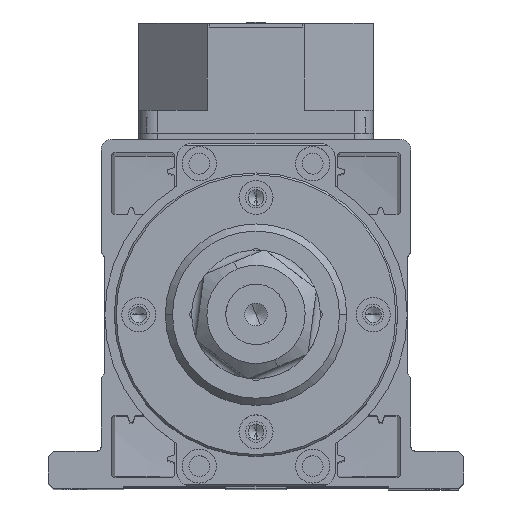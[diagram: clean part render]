
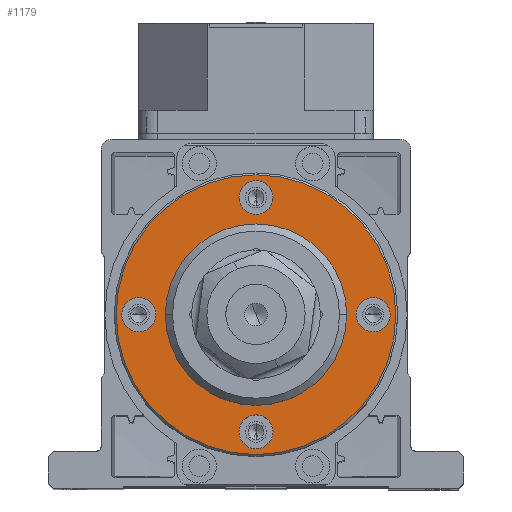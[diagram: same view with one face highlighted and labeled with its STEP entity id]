
A CAD part, top view. The second image highlights one B-rep face of the part: STEP entity #1179.
In plain terms, the highlighted face is planar.
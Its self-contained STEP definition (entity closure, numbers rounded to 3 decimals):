
#19 = DIRECTION ( 'NONE',  ( 0., 0., -1. ) ) ;
#24 = CIRCLE ( 'NONE', #11442, 4.5 ) ;
#139 = ORIENTED_EDGE ( 'NONE', *, *, #10657, .F. ) ;
#244 = ORIENTED_EDGE ( 'NONE', *, *, #26871, .F. ) ;
#568 = VERTEX_POINT ( 'NONE', #8873 ) ;
#670 = DIRECTION ( 'NONE',  ( 1., 0., 0. ) ) ;
#687 = VERTEX_POINT ( 'NONE', #5176 ) ;
#780 = EDGE_CURVE ( 'NONE', #22119, #18854, #26546, .T. ) ;
#1179 = ADVANCED_FACE ( 'NONE', ( #2602, #15505, #7419, #14198, #3217, #24630 ), #3851, .F. ) ;
#1553 = CARTESIAN_POINT ( 'NONE',  ( 12., -31., 4.5 ) ) ;
#1999 = CIRCLE ( 'NONE', #26327, 37. ) ;
#2223 = ORIENTED_EDGE ( 'NONE', *, *, #8830, .F. ) ;
#2515 = ORIENTED_EDGE ( 'NONE', *, *, #19499, .F. ) ;
#2543 = CIRCLE ( 'NONE', #19177, 17.443 ) ;
#2602 = FACE_BOUND ( 'NONE', #21629, .T. ) ;
#3217 = FACE_BOUND ( 'NONE', #20712, .T. ) ;
#3615 = VERTEX_POINT ( 'NONE', #6270 ) ;
#3621 = CIRCLE ( 'NONE', #7062, 4.5 ) ;
#3781 = CARTESIAN_POINT ( 'NONE',  ( 12., 0., -31. ) ) ;
#3788 = CIRCLE ( 'NONE', #5787, 37. ) ;
#3851 = PLANE ( 'NONE',  #14788 ) ;
#3905 = DIRECTION ( 'NONE',  ( 0., 0., -1. ) ) ;
#4338 = CIRCLE ( 'NONE', #10105, 4.5 ) ;
#4373 = CARTESIAN_POINT ( 'NONE',  ( 12., 0., 0. ) ) ;
#4611 = ORIENTED_EDGE ( 'NONE', *, *, #12092, .F. ) ;
#5043 = AXIS2_PLACEMENT_3D ( 'NONE', #4373, #6224, #12776 ) ;
#5176 = CARTESIAN_POINT ( 'NONE',  ( 12., 0., 37. ) ) ;
#5383 = EDGE_LOOP ( 'NONE', ( #11118, #139 ) ) ;
#5387 = CARTESIAN_POINT ( 'NONE',  ( 12., 0., -26.5 ) ) ;
#5787 = AXIS2_PLACEMENT_3D ( 'NONE', #10251, #24882, #26856 ) ;
#5859 = AXIS2_PLACEMENT_3D ( 'NONE', #7744, #13953, #26131 ) ;
#6131 = CARTESIAN_POINT ( 'NONE',  ( 12., 0., 0. ) ) ;
#6224 = DIRECTION ( 'NONE',  ( 1., 0., 0. ) ) ;
#6263 = VERTEX_POINT ( 'NONE', #5387 ) ;
#6269 = CARTESIAN_POINT ( 'NONE',  ( 12., -31., 0. ) ) ;
#6270 = CARTESIAN_POINT ( 'NONE',  ( 12., 31., -4.5 ) ) ;
#6379 = EDGE_CURVE ( 'NONE', #3615, #7911, #19002, .T. ) ;
#6643 = ORIENTED_EDGE ( 'NONE', *, *, #780, .F. ) ;
#6738 = CARTESIAN_POINT ( 'NONE',  ( 12., 0., 31. ) ) ;
#6795 = AXIS2_PLACEMENT_3D ( 'NONE', #6738, #14673, #10617 ) ;
#7062 = AXIS2_PLACEMENT_3D ( 'NONE', #3781, #20386, #18532 ) ;
#7419 = FACE_BOUND ( 'NONE', #5383, .T. ) ;
#7605 = DIRECTION ( 'NONE',  ( 1., 0., 0. ) ) ;
#7744 = CARTESIAN_POINT ( 'NONE',  ( 12., 0., 31. ) ) ;
#7911 = VERTEX_POINT ( 'NONE', #19187 ) ;
#8019 = CARTESIAN_POINT ( 'NONE',  ( 12., 31., 0. ) ) ;
#8073 = EDGE_LOOP ( 'NONE', ( #19179, #10230 ) ) ;
#8103 = DIRECTION ( 'NONE',  ( 1., 0., 0. ) ) ;
#8208 = DIRECTION ( 'NONE',  ( 0., 0., 1. ) ) ;
#8474 = EDGE_LOOP ( 'NONE', ( #2515, #25408 ) ) ;
#8830 = EDGE_CURVE ( 'NONE', #19962, #14160, #12437, .T. ) ;
#8873 = CARTESIAN_POINT ( 'NONE',  ( 12., 0., 35.5 ) ) ;
#8939 = CIRCLE ( 'NONE', #12438, 4.5 ) ;
#9100 = DIRECTION ( 'NONE',  ( 0., 0., -1. ) ) ;
#10086 = DIRECTION ( 'NONE',  ( -1., 0., 0. ) ) ;
#10105 = AXIS2_PLACEMENT_3D ( 'NONE', #18472, #26828, #19 ) ;
#10230 = ORIENTED_EDGE ( 'NONE', *, *, #15438, .F. ) ;
#10251 = CARTESIAN_POINT ( 'NONE',  ( 12., 0., 0. ) ) ;
#10266 = DIRECTION ( 'NONE',  ( 0., 0., 1. ) ) ;
#10617 = DIRECTION ( 'NONE',  ( 0., 0., -1. ) ) ;
#10657 = EDGE_CURVE ( 'NONE', #7911, #3615, #4338, .T. ) ;
#10783 = DIRECTION ( 'NONE',  ( 0., 0., -1. ) ) ;
#11109 = CARTESIAN_POINT ( 'NONE',  ( 12., 0., -35.5 ) ) ;
#11118 = ORIENTED_EDGE ( 'NONE', *, *, #6379, .F. ) ;
#11442 = AXIS2_PLACEMENT_3D ( 'NONE', #25795, #17164, #9100 ) ;
#12048 = AXIS2_PLACEMENT_3D ( 'NONE', #8019, #8103, #3905 ) ;
#12092 = EDGE_CURVE ( 'NONE', #568, #12894, #22694, .T. ) ;
#12157 = AXIS2_PLACEMENT_3D ( 'NONE', #22121, #7605, #20017 ) ;
#12437 = CIRCLE ( 'NONE', #5043, 17.443 ) ;
#12438 = AXIS2_PLACEMENT_3D ( 'NONE', #6269, #670, #10783 ) ;
#12776 = DIRECTION ( 'NONE',  ( 0., 0., -1. ) ) ;
#12842 = DIRECTION ( 'NONE',  ( 1., 0., 0. ) ) ;
#12894 = VERTEX_POINT ( 'NONE', #23263 ) ;
#13360 = EDGE_CURVE ( 'NONE', #18854, #22119, #8939, .T. ) ;
#13953 = DIRECTION ( 'NONE',  ( 1., 0., 0. ) ) ;
#14160 = VERTEX_POINT ( 'NONE', #22282 ) ;
#14198 = FACE_BOUND ( 'NONE', #24662, .T. ) ;
#14347 = CIRCLE ( 'NONE', #6795, 4.5 ) ;
#14452 = ORIENTED_EDGE ( 'NONE', *, *, #13360, .F. ) ;
#14673 = DIRECTION ( 'NONE',  ( 1., 0., 0. ) ) ;
#14788 = AXIS2_PLACEMENT_3D ( 'NONE', #18422, #10086, #10266 ) ;
#15238 = CARTESIAN_POINT ( 'NONE',  ( 12., -31., -4.5 ) ) ;
#15438 = EDGE_CURVE ( 'NONE', #6263, #15485, #24, .T. ) ;
#15485 = VERTEX_POINT ( 'NONE', #11109 ) ;
#15498 = CARTESIAN_POINT ( 'NONE',  ( 12., 0., -17.443 ) ) ;
#15505 = FACE_OUTER_BOUND ( 'NONE', #8474, .T. ) ;
#17108 = EDGE_CURVE ( 'NONE', #25031, #687, #3788, .T. ) ;
#17164 = DIRECTION ( 'NONE',  ( 1., 0., 0. ) ) ;
#18422 = CARTESIAN_POINT ( 'NONE',  ( 12., 37.5, 0. ) ) ;
#18472 = CARTESIAN_POINT ( 'NONE',  ( 12., 31., 0. ) ) ;
#18532 = DIRECTION ( 'NONE',  ( 0., 0., -1. ) ) ;
#18854 = VERTEX_POINT ( 'NONE', #1553 ) ;
#18928 = CARTESIAN_POINT ( 'NONE',  ( 12., 0., 0. ) ) ;
#18995 = EDGE_CURVE ( 'NONE', #15485, #6263, #3621, .T. ) ;
#19002 = CIRCLE ( 'NONE', #12048, 4.5 ) ;
#19177 = AXIS2_PLACEMENT_3D ( 'NONE', #18928, #12842, #20871 ) ;
#19179 = ORIENTED_EDGE ( 'NONE', *, *, #18995, .F. ) ;
#19187 = CARTESIAN_POINT ( 'NONE',  ( 12., 31., 4.5 ) ) ;
#19499 = EDGE_CURVE ( 'NONE', #687, #25031, #1999, .T. ) ;
#19962 = VERTEX_POINT ( 'NONE', #15498 ) ;
#20017 = DIRECTION ( 'NONE',  ( 0., 0., -1. ) ) ;
#20386 = DIRECTION ( 'NONE',  ( 1., 0., 0. ) ) ;
#20621 = DIRECTION ( 'NONE',  ( -1., 0., 0. ) ) ;
#20712 = EDGE_LOOP ( 'NONE', ( #6643, #14452 ) ) ;
#20871 = DIRECTION ( 'NONE',  ( 0., 0., -1. ) ) ;
#21629 = EDGE_LOOP ( 'NONE', ( #2223, #244 ) ) ;
#22119 = VERTEX_POINT ( 'NONE', #15238 ) ;
#22121 = CARTESIAN_POINT ( 'NONE',  ( 12., -31., 0. ) ) ;
#22282 = CARTESIAN_POINT ( 'NONE',  ( 12., 0., 17.443 ) ) ;
#22694 = CIRCLE ( 'NONE', #5859, 4.5 ) ;
#22864 = ORIENTED_EDGE ( 'NONE', *, *, #24251, .F. ) ;
#22895 = CARTESIAN_POINT ( 'NONE',  ( 12., 0., -37. ) ) ;
#23263 = CARTESIAN_POINT ( 'NONE',  ( 12., 0., 26.5 ) ) ;
#24251 = EDGE_CURVE ( 'NONE', #12894, #568, #14347, .T. ) ;
#24630 = FACE_BOUND ( 'NONE', #8073, .T. ) ;
#24662 = EDGE_LOOP ( 'NONE', ( #22864, #4611 ) ) ;
#24882 = DIRECTION ( 'NONE',  ( -1., 0., 0. ) ) ;
#25031 = VERTEX_POINT ( 'NONE', #22895 ) ;
#25408 = ORIENTED_EDGE ( 'NONE', *, *, #17108, .F. ) ;
#25795 = CARTESIAN_POINT ( 'NONE',  ( 12., 0., -31. ) ) ;
#26131 = DIRECTION ( 'NONE',  ( 0., 0., -1. ) ) ;
#26327 = AXIS2_PLACEMENT_3D ( 'NONE', #6131, #20621, #8208 ) ;
#26546 = CIRCLE ( 'NONE', #12157, 4.5 ) ;
#26828 = DIRECTION ( 'NONE',  ( 1., 0., 0. ) ) ;
#26856 = DIRECTION ( 'NONE',  ( 0., 0., 1. ) ) ;
#26871 = EDGE_CURVE ( 'NONE', #14160, #19962, #2543, .T. ) ;
